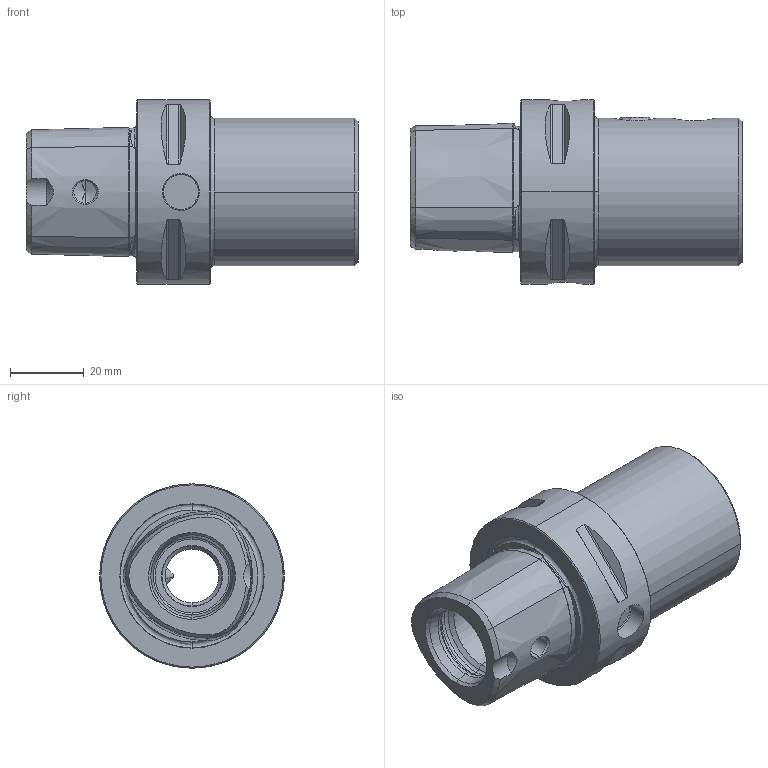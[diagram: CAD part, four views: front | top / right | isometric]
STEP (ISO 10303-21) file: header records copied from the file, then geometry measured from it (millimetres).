
FILE_DESCRIPTION (( 'STEP AP214' ), '1' );
FILE_NAME ('PS5.K20.K01.060.STEP', '2025-02-11T11:56:01', ( '' ), ( '' ), 'SwSTEP 2.0', 'SolidWorks 2022', '' );
FILE_SCHEMA (( 'AUTOMOTIVE_DESIGN' ));
Length unit declared in the file: millimetre
Products named in the file (4): PS5-K20.K01.060_A; PS5.K20.K01.060; K20-ER1.010.012_PreviewCfg; K20-ER2.010.014_PreviewCfg
Assembly tree (3 placements, depth 2):
  PS5.K20.K01.060
    PS5-K20.K01.060_A
    K20-ER1.010.012_PreviewCfg
    K20-ER2.010.014_PreviewCfg
Bounding box: 90 x 50 x 50 mm (x, y, z)
Volume: 87852.5 mm3; surface area: 22208.2 mm2
Topology: 3 solids, 3 shells, 206 faces, 479 edges, 279 vertices
Faces by surface type: cone 71, plane 50, cylinder 47, torus 38
Entity records: 6946 total; most frequent: CARTESIAN_POINT 2096, DIRECTION 1002, ORIENTED_EDGE 938, EDGE_CURVE 469, AXIS2_PLACEMENT_3D 417, VERTEX_POINT 279, EDGE_LOOP 224, ADVANCED_FACE 206
